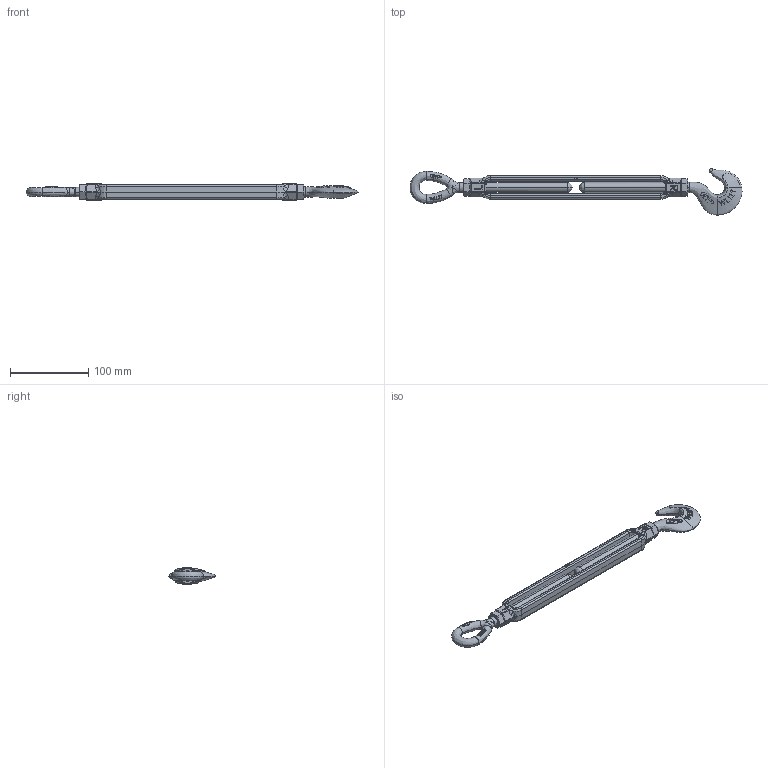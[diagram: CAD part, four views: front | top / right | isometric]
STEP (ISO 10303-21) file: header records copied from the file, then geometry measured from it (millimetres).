
FILE_DESCRIPTION(('STEP AP203'),'1');
FILE_NAME('SSGPHO1209.stp','2014-03-28T16:28:46',('TraceParts'),('TraceParts S.A.'),'XStep 1.0',' ',' ');
FILE_SCHEMA(('CONFIG_CONTROL_DESIGN'));
Length unit declared in the file: millimetre
Products named in the file (8): 1; 2; 3; 4; 5; 6; 7; 8
Bounding box: 423.75 x 59 x 22.6 mm (x, y, z)
Volume: 139555.8 mm3; surface area: 52116.3 mm2
Topology: 8 solids, 8 shells, 571 faces, 1483 edges, 926 vertices
Faces by surface type: plane 248, bspline 156, cylinder 111, cone 56
Entity records: 30002 total; most frequent: CARTESIAN_POINT 17572, ORIENTED_EDGE 2930, DIRECTION 1899, EDGE_CURVE 1465, VERTEX_POINT 926, AXIS2_PLACEMENT_3D 676, B_SPLINE_CURVE_WITH_KNOTS 618, EDGE_LOOP 597
